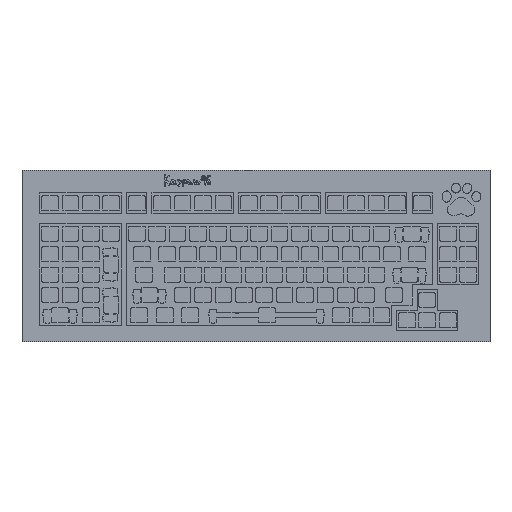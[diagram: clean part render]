
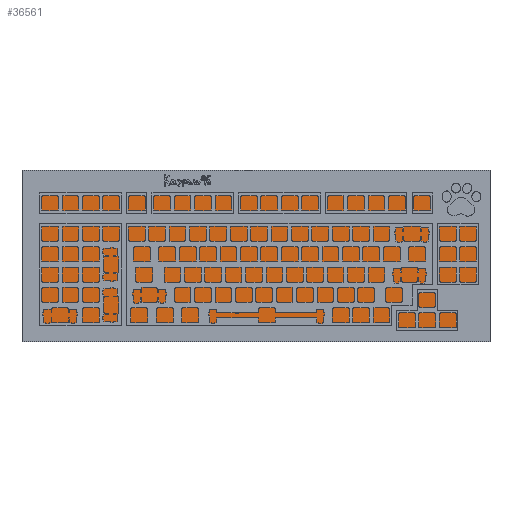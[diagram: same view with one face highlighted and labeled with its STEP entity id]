
A CAD part, top view. The second image highlights one B-rep face of the part: STEP entity #36561.
In plain terms, the highlighted planar face has unit normal (0, 0, 1).
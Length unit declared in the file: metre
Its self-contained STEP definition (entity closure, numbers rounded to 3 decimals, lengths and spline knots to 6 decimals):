
#340=CIRCLE('',#38546,0.0025);
#341=CIRCLE('',#38547,0.0025);
#342=CIRCLE('',#38548,0.0025);
#343=CIRCLE('',#38549,0.0025);
#344=CIRCLE('',#38550,0.0025);
#345=CIRCLE('',#38551,0.0025);
#346=CIRCLE('',#38552,0.0025);
#347=CIRCLE('',#38553,0.0025);
#348=CIRCLE('',#38554,0.0025);
#349=CIRCLE('',#38555,0.0025);
#350=CIRCLE('',#38556,0.0025);
#351=CIRCLE('',#38557,0.0025);
#352=CIRCLE('',#38558,0.0025);
#5145=LINE('',#58397,#9877);
#5152=LINE('',#58419,#9884);
#5156=LINE('',#58428,#9888);
#5158=LINE('',#58431,#9890);
#9877=VECTOR('',#46965,1.);
#9884=VECTOR('',#46982,1.);
#9888=VECTOR('',#46988,1.);
#9890=VECTOR('',#46992,1.);
#19620=ORIENTED_EDGE('',*,*,#24828,.F.);
#19621=ORIENTED_EDGE('',*,*,#24829,.F.);
#19622=ORIENTED_EDGE('',*,*,#24830,.F.);
#19623=ORIENTED_EDGE('',*,*,#24831,.F.);
#19624=ORIENTED_EDGE('',*,*,#24832,.F.);
#19625=ORIENTED_EDGE('',*,*,#24833,.F.);
#19626=ORIENTED_EDGE('',*,*,#24834,.F.);
#19627=ORIENTED_EDGE('',*,*,#24835,.F.);
#19628=ORIENTED_EDGE('',*,*,#24836,.F.);
#19629=ORIENTED_EDGE('',*,*,#24837,.F.);
#19630=ORIENTED_EDGE('',*,*,#24838,.F.);
#19631=ORIENTED_EDGE('',*,*,#24839,.F.);
#19632=ORIENTED_EDGE('',*,*,#24840,.F.);
#19633=ORIENTED_EDGE('',*,*,#24746,.F.);
#19634=ORIENTED_EDGE('',*,*,#24740,.T.);
#19635=ORIENTED_EDGE('',*,*,#24729,.F.);
#19636=ORIENTED_EDGE('',*,*,#24744,.F.);
#24729=EDGE_CURVE('',#28203,#28204,#5145,.T.);
#24740=EDGE_CURVE('',#28214,#28204,#5152,.T.);
#24744=EDGE_CURVE('',#28217,#28203,#5156,.T.);
#24746=EDGE_CURVE('',#28214,#28217,#5158,.T.);
#24828=EDGE_CURVE('',#28294,#28294,#340,.T.);
#24829=EDGE_CURVE('',#28295,#28295,#341,.T.);
#24830=EDGE_CURVE('',#28296,#28296,#342,.T.);
#24831=EDGE_CURVE('',#28297,#28297,#343,.T.);
#24832=EDGE_CURVE('',#28298,#28298,#344,.T.);
#24833=EDGE_CURVE('',#28299,#28299,#345,.T.);
#24834=EDGE_CURVE('',#28300,#28300,#346,.T.);
#24835=EDGE_CURVE('',#28301,#28301,#347,.T.);
#24836=EDGE_CURVE('',#28302,#28302,#348,.T.);
#24837=EDGE_CURVE('',#28303,#28303,#349,.T.);
#24838=EDGE_CURVE('',#28304,#28304,#350,.T.);
#24839=EDGE_CURVE('',#28305,#28305,#351,.T.);
#24840=EDGE_CURVE('',#28306,#28306,#352,.T.);
#28203=VERTEX_POINT('',#58396);
#28204=VERTEX_POINT('',#58398);
#28214=VERTEX_POINT('',#58420);
#28217=VERTEX_POINT('',#58427);
#28294=VERTEX_POINT('',#58597);
#28295=VERTEX_POINT('',#58599);
#28296=VERTEX_POINT('',#58601);
#28297=VERTEX_POINT('',#58603);
#28298=VERTEX_POINT('',#58605);
#28299=VERTEX_POINT('',#58607);
#28300=VERTEX_POINT('',#58609);
#28301=VERTEX_POINT('',#58611);
#28302=VERTEX_POINT('',#58613);
#28303=VERTEX_POINT('',#58615);
#28304=VERTEX_POINT('',#58617);
#28305=VERTEX_POINT('',#58619);
#28306=VERTEX_POINT('',#58621);
#30509=EDGE_LOOP('',(#19620));
#30510=EDGE_LOOP('',(#19621));
#30511=EDGE_LOOP('',(#19622));
#30512=EDGE_LOOP('',(#19623));
#30513=EDGE_LOOP('',(#19624));
#30514=EDGE_LOOP('',(#19625));
#30515=EDGE_LOOP('',(#19626));
#30516=EDGE_LOOP('',(#19627));
#30517=EDGE_LOOP('',(#19628));
#30518=EDGE_LOOP('',(#19629));
#30519=EDGE_LOOP('',(#19630));
#30520=EDGE_LOOP('',(#19631));
#30521=EDGE_LOOP('',(#19632));
#30522=EDGE_LOOP('',(#19633,#19634,#19635,#19636));
#32907=FACE_BOUND('',#30509,.T.);
#32908=FACE_BOUND('',#30510,.T.);
#32909=FACE_BOUND('',#30511,.T.);
#32910=FACE_BOUND('',#30512,.T.);
#32911=FACE_BOUND('',#30513,.T.);
#32912=FACE_BOUND('',#30514,.T.);
#32913=FACE_BOUND('',#30515,.T.);
#32914=FACE_BOUND('',#30516,.T.);
#32915=FACE_BOUND('',#30517,.T.);
#32916=FACE_BOUND('',#30518,.T.);
#32917=FACE_BOUND('',#30519,.T.);
#32918=FACE_BOUND('',#30520,.T.);
#32919=FACE_BOUND('',#30521,.T.);
#32920=FACE_BOUND('',#30522,.T.);
#34811=PLANE('',#38545);
#36561=ADVANCED_FACE('',(#32907,#32908,#32909,#32910,#32911,#32912,#32913,
#32914,#32915,#32916,#32917,#32918,#32919,#32920),#34811,.T.);
#38545=AXIS2_PLACEMENT_3D('',#58595,#47150,#47151);
#38546=AXIS2_PLACEMENT_3D('',#58596,#47152,#47153);
#38547=AXIS2_PLACEMENT_3D('',#58598,#47154,#47155);
#38548=AXIS2_PLACEMENT_3D('',#58600,#47156,#47157);
#38549=AXIS2_PLACEMENT_3D('',#58602,#47158,#47159);
#38550=AXIS2_PLACEMENT_3D('',#58604,#47160,#47161);
#38551=AXIS2_PLACEMENT_3D('',#58606,#47162,#47163);
#38552=AXIS2_PLACEMENT_3D('',#58608,#47164,#47165);
#38553=AXIS2_PLACEMENT_3D('',#58610,#47166,#47167);
#38554=AXIS2_PLACEMENT_3D('',#58612,#47168,#47169);
#38555=AXIS2_PLACEMENT_3D('',#58614,#47170,#47171);
#38556=AXIS2_PLACEMENT_3D('',#58616,#47172,#47173);
#38557=AXIS2_PLACEMENT_3D('',#58618,#47174,#47175);
#38558=AXIS2_PLACEMENT_3D('',#58620,#47176,#47177);
#46965=DIRECTION('',(1.,0.,0.));
#46982=DIRECTION('',(0.,1.,0.));
#46988=DIRECTION('',(0.,1.,0.));
#46992=DIRECTION('',(-1.,0.,0.));
#47150=DIRECTION('',(0.,0.,1.));
#47151=DIRECTION('',(1.,0.,0.));
#47152=DIRECTION('',(0.,0.,1.));
#47153=DIRECTION('',(1.,0.,0.));
#47154=DIRECTION('',(0.,0.,1.));
#47155=DIRECTION('',(1.,0.,0.));
#47156=DIRECTION('',(0.,0.,1.));
#47157=DIRECTION('',(1.,0.,0.));
#47158=DIRECTION('',(0.,0.,1.));
#47159=DIRECTION('',(1.,0.,0.));
#47160=DIRECTION('',(0.,0.,1.));
#47161=DIRECTION('',(1.,0.,0.));
#47162=DIRECTION('',(0.,0.,1.));
#47163=DIRECTION('',(1.,0.,0.));
#47164=DIRECTION('',(0.,0.,1.));
#47165=DIRECTION('',(1.,0.,0.));
#47166=DIRECTION('',(0.,0.,1.));
#47167=DIRECTION('',(1.,0.,0.));
#47168=DIRECTION('',(0.,0.,1.));
#47169=DIRECTION('',(1.,0.,0.));
#47170=DIRECTION('',(0.,0.,1.));
#47171=DIRECTION('',(1.,0.,0.));
#47172=DIRECTION('',(0.,0.,1.));
#47173=DIRECTION('',(1.,0.,0.));
#47174=DIRECTION('',(0.,0.,1.));
#47175=DIRECTION('',(1.,0.,0.));
#47176=DIRECTION('',(0.,0.,1.));
#47177=DIRECTION('',(1.,0.,0.));
#58396=CARTESIAN_POINT('',(-0.000585,0.000669,-0.00621));
#58397=CARTESIAN_POINT('',(0.210965,0.000669,-0.00621));
#58398=CARTESIAN_POINT('',(0.422515,0.000669,-0.00621));
#58419=CARTESIAN_POINT('',(0.422515,-0.145733,-0.00621));
#58420=CARTESIAN_POINT('',(0.422515,-0.145731,-0.00621));
#58427=CARTESIAN_POINT('',(-0.000585,-0.145731,-0.00621));
#58428=CARTESIAN_POINT('',(-0.000585,-0.145733,-0.00621));
#58431=CARTESIAN_POINT('',(0.210965,-0.145731,-0.00621));
#58595=CARTESIAN_POINT('',(0.210965,-0.145733,-0.00621));
#58596=CARTESIAN_POINT('',(0.091252,-0.071981,-0.00621));
#58597=CARTESIAN_POINT('',(0.093752,-0.071981,-0.00621));
#58598=CARTESIAN_POINT('',(0.090052,-0.036281,-0.00621));
#58599=CARTESIAN_POINT('',(0.092552,-0.036281,-0.00621));
#58600=CARTESIAN_POINT('',(0.415252,-0.138681,-0.00621));
#58601=CARTESIAN_POINT('',(0.417752,-0.138681,-0.00621));
#58602=CARTESIAN_POINT('',(0.259952,-0.139281,-0.00621));
#58603=CARTESIAN_POINT('',(0.262452,-0.139281,-0.00621));
#58604=CARTESIAN_POINT('',(0.219352,-0.006481,-0.00621));
#58605=CARTESIAN_POINT('',(0.221852,-0.006481,-0.00621));
#58606=CARTESIAN_POINT('',(0.193252,-0.123881,-0.00621));
#58607=CARTESIAN_POINT('',(0.195752,-0.123881,-0.00621));
#58608=CARTESIAN_POINT('',(0.153552,-0.035881,-0.00621));
#58609=CARTESIAN_POINT('',(0.156052,-0.035881,-0.00621));
#58610=CARTESIAN_POINT('',(0.008252,-0.138181,-0.00621));
#58611=CARTESIAN_POINT('',(0.010752,-0.138181,-0.00621));
#58612=CARTESIAN_POINT('',(0.355352,-0.108281,-0.00621));
#58613=CARTESIAN_POINT('',(0.357852,-0.108281,-0.00621));
#58614=CARTESIAN_POINT('',(0.385752,-0.104581,-0.00621));
#58615=CARTESIAN_POINT('',(0.388252,-0.104581,-0.00621));
#58616=CARTESIAN_POINT('',(0.417952,-0.028881,-0.00621));
#58617=CARTESIAN_POINT('',(0.420452,-0.028881,-0.00621));
#58618=CARTESIAN_POINT('',(0.355052,-0.006981,-0.00621));
#58619=CARTESIAN_POINT('',(0.357552,-0.006981,-0.00621));
#58620=CARTESIAN_POINT('',(0.007152,-0.006781,-0.00621));
#58621=CARTESIAN_POINT('',(0.009652,-0.006781,-0.00621));
